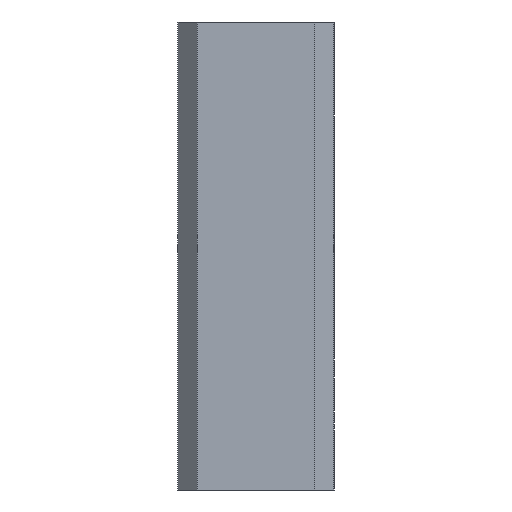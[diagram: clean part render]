
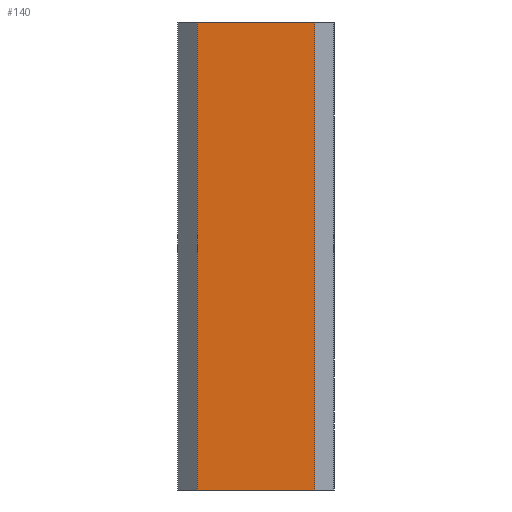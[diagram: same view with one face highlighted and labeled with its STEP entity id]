
A CAD part, left-side view. The second image highlights one B-rep face of the part: STEP entity #140.
In plain terms, the highlighted planar face has unit normal (-1, 0, 0).
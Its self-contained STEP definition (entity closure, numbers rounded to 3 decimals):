
#140 = ADVANCED_FACE ( 'NONE', ( #1597 ), #1139, .F. ) ;
#280 = VERTEX_POINT ( 'NONE', #1327 ) ;
#281 = VERTEX_POINT ( 'NONE', #1337 ) ;
#286 = VERTEX_POINT ( 'NONE', #1342 ) ;
#287 = VERTEX_POINT ( 'NONE', #1343 ) ;
#380 = ORIENTED_EDGE ( 'NONE', *, *, #835, .T. ) ;
#386 = ORIENTED_EDGE ( 'NONE', *, *, #833, .T. ) ;
#387 = ORIENTED_EDGE ( 'NONE', *, *, #832, .F. ) ;
#388 = ORIENTED_EDGE ( 'NONE', *, *, #834, .T. ) ;
#660 = EDGE_LOOP ( 'NONE', ( #387, #386, #388, #380 ) ) ;
#832 = EDGE_CURVE ( 'NONE', #280, #281, #1817, .T. ) ;
#833 = EDGE_CURVE ( 'NONE', #280, #286, #1811, .T. ) ;
#834 = EDGE_CURVE ( 'NONE', #286, #287, #1819, .T. ) ;
#835 = EDGE_CURVE ( 'NONE', #287, #281, #1823, .T. ) ;
#1139 = PLANE ( 'NONE',  #1951 ) ;
#1140 = CARTESIAN_POINT ( 'NONE',  ( 0., 16., 0. ) ) ;
#1145 = DIRECTION ( 'NONE',  ( 1., 0., 0. ) ) ;
#1146 = DIRECTION ( 'NONE',  ( 0., 0., -1. ) ) ;
#1327 = CARTESIAN_POINT ( 'NONE',  ( 0., 14., 0. ) ) ;
#1337 = CARTESIAN_POINT ( 'NONE',  ( 0., 2., 0. ) ) ;
#1342 = CARTESIAN_POINT ( 'NONE',  ( 0., 14., -48. ) ) ;
#1343 = CARTESIAN_POINT ( 'NONE',  ( 0., 2., -48. ) ) ;
#1597 = FACE_OUTER_BOUND ( 'NONE', #660, .T. ) ;
#1811 = LINE ( 'NONE', #2108, #1822 ) ;
#1817 = LINE ( 'NONE', #2123, #1820 ) ;
#1819 = LINE ( 'NONE', #2116, #1824 ) ;
#1820 = VECTOR ( 'NONE', #2124, 1000. ) ;
#1822 = VECTOR ( 'NONE', #2125, 1000. ) ;
#1823 = LINE ( 'NONE', #2127, #1826 ) ;
#1824 = VECTOR ( 'NONE', #2126, 1000. ) ;
#1826 = VECTOR ( 'NONE', #2128, 1000. ) ;
#1951 = AXIS2_PLACEMENT_3D ( 'NONE', #1140, #1145, #1146 ) ;
#2108 = CARTESIAN_POINT ( 'NONE',  ( 0., 14., 0. ) ) ;
#2116 = CARTESIAN_POINT ( 'NONE',  ( 0., 16., -48. ) ) ;
#2123 = CARTESIAN_POINT ( 'NONE',  ( 0., 16., 0. ) ) ;
#2124 = DIRECTION ( 'NONE',  ( 0., -1., 0. ) ) ;
#2125 = DIRECTION ( 'NONE',  ( 0., 0., -1. ) ) ;
#2126 = DIRECTION ( 'NONE',  ( 0., -1., 0. ) ) ;
#2127 = CARTESIAN_POINT ( 'NONE',  ( 0., 2., 0. ) ) ;
#2128 = DIRECTION ( 'NONE',  ( 0., 0., 1. ) ) ;
